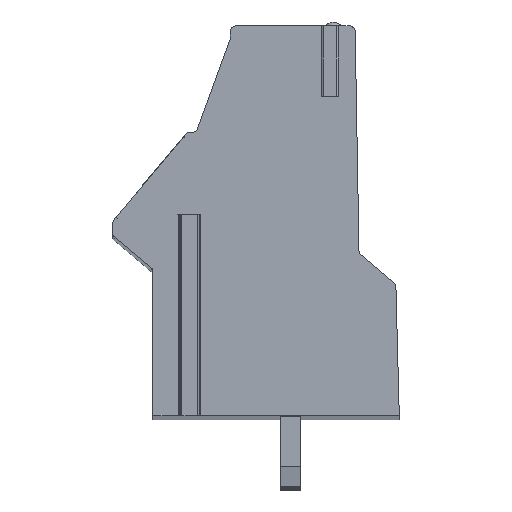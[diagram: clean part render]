
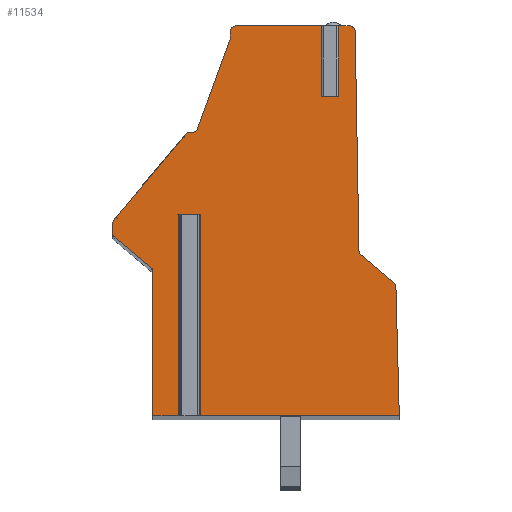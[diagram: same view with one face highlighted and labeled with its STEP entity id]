
A CAD part, top view. The second image highlights one B-rep face of the part: STEP entity #11534.
In plain terms, the highlighted planar face has unit normal (0, 0, 1).
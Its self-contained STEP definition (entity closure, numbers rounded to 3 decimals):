
#13=DIRECTION('',(-1.,0.,0.));
#14=VECTOR('',#13,0.55);
#15=CARTESIAN_POINT('',(3.708,6.127,104.14));
#16=LINE('',#15,#14);
#17=DIRECTION('',(0.,-1.,0.));
#18=VECTOR('',#17,3.5);
#19=CARTESIAN_POINT('',(3.708,9.627,104.14));
#20=LINE('',#19,#18);
#21=DIRECTION('',(-1.,0.,0.));
#22=VECTOR('',#21,0.682);
#23=CARTESIAN_POINT('',(4.39,9.627,104.14));
#24=LINE('',#23,#22);
#25=CARTESIAN_POINT('',(4.39,9.327,104.14));
#26=DIRECTION('',(0.,0.,1.));
#27=DIRECTION('',(1.,0.017,0.));
#28=AXIS2_PLACEMENT_3D('',#25,#26,#27);
#30=DIRECTION('',(-0.017,1.,0.));
#31=VECTOR('',#30,10.885);
#32=CARTESIAN_POINT('',(4.88,-1.552,104.14));
#33=LINE('',#32,#31);
#34=CARTESIAN_POINT('',(5.18,-1.546,104.14));
#35=DIRECTION('',(0.,0.,-1.));
#36=DIRECTION('',(-0.643,-0.766,0.));
#37=AXIS2_PLACEMENT_3D('',#34,#35,#36);
#39=DIRECTION('',(-0.766,0.643,0.));
#40=VECTOR('',#39,2.116);
#41=CARTESIAN_POINT('',(6.608,-3.137,104.14));
#42=LINE('',#41,#40);
#43=CARTESIAN_POINT('',(6.415,-3.366,104.14));
#44=DIRECTION('',(0.,0.,1.));
#45=DIRECTION('',(1.,0.029,0.));
#46=AXIS2_PLACEMENT_3D('',#43,#44,#45);
#48=DIRECTION('',(-0.026,1.,0.));
#49=VECTOR('',#48,6.418);
#50=CARTESIAN_POINT('',(6.883,-9.773,104.14));
#51=LINE('',#50,#49);
#52=DIRECTION('',(1.,0.,0.));
#53=VECTOR('',#52,9.952);
#54=CARTESIAN_POINT('',(-3.069,-9.773,104.14));
#55=LINE('',#54,#53);
#56=DIRECTION('',(0.,-1.,0.));
#57=VECTOR('',#56,10.);
#58=CARTESIAN_POINT('',(-3.069,0.227,104.14));
#59=LINE('',#58,#57);
#60=DIRECTION('',(-1.,0.,0.));
#61=VECTOR('',#60,0.996);
#62=CARTESIAN_POINT('',(-3.069,0.227,104.14));
#63=LINE('',#62,#61);
#64=DIRECTION('',(0.,-1.,0.));
#65=VECTOR('',#64,10.);
#66=CARTESIAN_POINT('',(-4.065,0.227,104.14));
#67=LINE('',#66,#65);
#68=DIRECTION('',(1.,0.,0.));
#69=VECTOR('',#68,1.302);
#70=CARTESIAN_POINT('',(-5.367,-9.773,104.14));
#71=LINE('',#70,#69);
#72=DIRECTION('',(0.,-1.,0.));
#73=VECTOR('',#72,7.198);
#74=CARTESIAN_POINT('',(-5.367,-2.576,104.14));
#75=LINE('',#74,#73);
#76=CARTESIAN_POINT('',(-5.567,-2.576,104.14));
#77=DIRECTION('',(0.,0.,-1.));
#78=DIRECTION('',(0.643,0.766,0.));
#79=AXIS2_PLACEMENT_3D('',#76,#77,#78);
#81=DIRECTION('',(0.766,-0.643,0.));
#82=VECTOR('',#81,2.424);
#83=CARTESIAN_POINT('',(-7.295,-0.864,104.14));
#84=LINE('',#83,#82);
#85=CARTESIAN_POINT('',(-7.167,-0.711,104.14));
#86=DIRECTION('',(0.,0.,1.));
#87=DIRECTION('',(-1.,0.,0.));
#88=AXIS2_PLACEMENT_3D('',#85,#86,#87);
#90=DIRECTION('',(0.,-1.,0.));
#91=VECTOR('',#90,0.52);
#92=CARTESIAN_POINT('',(-7.367,-0.191,104.14));
#93=LINE('',#92,#91);
#94=CARTESIAN_POINT('',(-7.067,-0.191,104.14));
#95=DIRECTION('',(0.,0.,1.));
#96=DIRECTION('',(-0.766,0.643,0.));
#97=AXIS2_PLACEMENT_3D('',#94,#95,#96);
#99=DIRECTION('',(-0.643,-0.766,0.));
#100=VECTOR('',#99,5.645);
#101=CARTESIAN_POINT('',(-3.668,4.327,104.14));
#102=LINE('',#101,#100);
#103=DIRECTION('',(-1.,0.,0.));
#104=VECTOR('',#103,0.236);
#105=CARTESIAN_POINT('',(-3.432,4.327,104.14));
#106=LINE('',#105,#104);
#107=CARTESIAN_POINT('',(-3.432,4.627,104.14));
#108=DIRECTION('',(0.,0.,-1.));
#109=DIRECTION('',(0.94,-0.342,0.));
#110=AXIS2_PLACEMENT_3D('',#107,#108,#109);
#112=DIRECTION('',(-0.342,-0.94,0.));
#113=VECTOR('',#112,4.782);
#114=CARTESIAN_POINT('',(-1.515,9.018,104.14));
#115=LINE('',#114,#113);
#116=DIRECTION('',(0.,-1.,0.));
#117=VECTOR('',#116,0.309);
#118=CARTESIAN_POINT('',(-1.515,9.327,104.14));
#119=LINE('',#118,#117);
#120=CARTESIAN_POINT('',(-1.215,9.327,104.14));
#121=DIRECTION('',(0.,0.,1.));
#122=DIRECTION('',(0.,1.,0.));
#123=AXIS2_PLACEMENT_3D('',#120,#121,#122);
#125=DIRECTION('',(-1.,0.,0.));
#126=VECTOR('',#125,4.373);
#127=CARTESIAN_POINT('',(3.158,9.627,104.14));
#128=LINE('',#127,#126);
#129=DIRECTION('',(0.,-1.,0.));
#130=VECTOR('',#129,3.5);
#131=CARTESIAN_POINT('',(3.158,9.627,104.14));
#132=LINE('',#131,#130);
#9029=CARTESIAN_POINT('',(6.883,-9.773,104.14));
#9030=CARTESIAN_POINT('',(6.715,-3.358,104.14));
#9031=VERTEX_POINT('',#9029);
#9032=VERTEX_POINT('',#9030);
#9033=CARTESIAN_POINT('',(6.608,-3.137,104.14));
#9034=VERTEX_POINT('',#9033);
#9035=CARTESIAN_POINT('',(4.987,-1.776,104.14));
#9036=VERTEX_POINT('',#9035);
#9037=CARTESIAN_POINT('',(4.88,-1.552,104.14));
#9038=VERTEX_POINT('',#9037);
#9039=CARTESIAN_POINT('',(4.69,9.332,104.14));
#9040=VERTEX_POINT('',#9039);
#9041=CARTESIAN_POINT('',(4.39,9.627,104.14));
#9042=VERTEX_POINT('',#9041);
#9043=CARTESIAN_POINT('',(-1.215,9.627,104.14));
#9044=CARTESIAN_POINT('',(-1.515,9.327,104.14));
#9045=VERTEX_POINT('',#9043);
#9046=VERTEX_POINT('',#9044);
#9047=CARTESIAN_POINT('',(-1.515,9.018,104.14));
#9048=VERTEX_POINT('',#9047);
#9049=CARTESIAN_POINT('',(-3.15,4.524,104.14));
#9050=VERTEX_POINT('',#9049);
#9051=CARTESIAN_POINT('',(-3.432,4.327,104.14));
#9052=VERTEX_POINT('',#9051);
#9053=CARTESIAN_POINT('',(-3.668,4.327,104.14));
#9054=VERTEX_POINT('',#9053);
#9055=CARTESIAN_POINT('',(-7.297,0.002,104.14));
#9056=VERTEX_POINT('',#9055);
#9057=CARTESIAN_POINT('',(-7.367,-0.191,104.14));
#9058=VERTEX_POINT('',#9057);
#9059=CARTESIAN_POINT('',(-7.367,-0.711,104.14));
#9060=VERTEX_POINT('',#9059);
#9061=CARTESIAN_POINT('',(-7.295,-0.864,104.14));
#9062=VERTEX_POINT('',#9061);
#9063=CARTESIAN_POINT('',(-5.438,-2.422,104.14));
#9064=VERTEX_POINT('',#9063);
#9065=CARTESIAN_POINT('',(-5.367,-2.576,104.14));
#9066=VERTEX_POINT('',#9065);
#9067=CARTESIAN_POINT('',(-5.367,-9.773,104.14));
#9068=VERTEX_POINT('',#9067);
#9169=CARTESIAN_POINT('',(-3.069,0.227,104.14));
#9170=CARTESIAN_POINT('',(-4.065,0.227,104.14));
#9171=VERTEX_POINT('',#9169);
#9172=VERTEX_POINT('',#9170);
#9173=CARTESIAN_POINT('',(-3.069,-9.773,104.14));
#9174=VERTEX_POINT('',#9173);
#9175=CARTESIAN_POINT('',(-4.065,-9.773,104.14));
#9176=VERTEX_POINT('',#9175);
#9213=CARTESIAN_POINT('',(3.708,6.127,104.14));
#9214=CARTESIAN_POINT('',(3.158,6.127,104.14));
#9215=VERTEX_POINT('',#9213);
#9216=VERTEX_POINT('',#9214);
#9217=CARTESIAN_POINT('',(3.158,9.627,104.14));
#9218=VERTEX_POINT('',#9217);
#9219=CARTESIAN_POINT('',(3.708,9.627,104.14));
#9220=VERTEX_POINT('',#9219);
#11471=CARTESIAN_POINT('',(0.,0.,104.14));
#11472=DIRECTION('',(0.,0.,1.));
#11473=DIRECTION('',(1.,0.,0.));
#11474=AXIS2_PLACEMENT_3D('',#11471,#11472,#11473);
#11475=PLANE('',#11474);
#11477=ORIENTED_EDGE('',*,*,#11476,.F.);
#11479=ORIENTED_EDGE('',*,*,#11478,.F.);
#11481=ORIENTED_EDGE('',*,*,#11480,.F.);
#11483=ORIENTED_EDGE('',*,*,#11482,.F.);
#11485=ORIENTED_EDGE('',*,*,#11484,.F.);
#11487=ORIENTED_EDGE('',*,*,#11486,.F.);
#11489=ORIENTED_EDGE('',*,*,#11488,.F.);
#11491=ORIENTED_EDGE('',*,*,#11490,.F.);
#11493=ORIENTED_EDGE('',*,*,#11492,.F.);
#11495=ORIENTED_EDGE('',*,*,#11494,.F.);
#11497=ORIENTED_EDGE('',*,*,#11496,.F.);
#11499=ORIENTED_EDGE('',*,*,#11498,.T.);
#11501=ORIENTED_EDGE('',*,*,#11500,.T.);
#11503=ORIENTED_EDGE('',*,*,#11502,.F.);
#11505=ORIENTED_EDGE('',*,*,#11504,.F.);
#11507=ORIENTED_EDGE('',*,*,#11506,.F.);
#11509=ORIENTED_EDGE('',*,*,#11508,.F.);
#11511=ORIENTED_EDGE('',*,*,#11510,.F.);
#11513=ORIENTED_EDGE('',*,*,#11512,.F.);
#11515=ORIENTED_EDGE('',*,*,#11514,.F.);
#11517=ORIENTED_EDGE('',*,*,#11516,.F.);
#11519=ORIENTED_EDGE('',*,*,#11518,.F.);
#11521=ORIENTED_EDGE('',*,*,#11520,.F.);
#11523=ORIENTED_EDGE('',*,*,#11522,.F.);
#11525=ORIENTED_EDGE('',*,*,#11524,.F.);
#11527=ORIENTED_EDGE('',*,*,#11526,.F.);
#11529=ORIENTED_EDGE('',*,*,#11528,.F.);
#11531=ORIENTED_EDGE('',*,*,#11530,.T.);
#11532=EDGE_LOOP('',(#11477,#11479,#11481,#11483,#11485,#11487,#11489,#11491,
#11493,#11495,#11497,#11499,#11501,#11503,#11505,#11507,#11509,#11511,#11513,
#11515,#11517,#11519,#11521,#11523,#11525,#11527,#11529,#11531));
#11533=FACE_OUTER_BOUND('',#11532,.F.);
#29=CIRCLE('',#28,0.3);
#38=CIRCLE('',#37,0.3);
#47=CIRCLE('',#46,0.3);
#80=CIRCLE('',#79,0.2);
#89=CIRCLE('',#88,0.2);
#98=CIRCLE('',#97,0.3);
#111=CIRCLE('',#110,0.3);
#124=CIRCLE('',#123,0.3);
#11476=EDGE_CURVE('',#9215,#9216,#16,.T.);
#11478=EDGE_CURVE('',#9220,#9215,#20,.T.);
#11480=EDGE_CURVE('',#9042,#9220,#24,.T.);
#11482=EDGE_CURVE('',#9040,#9042,#29,.T.);
#11484=EDGE_CURVE('',#9038,#9040,#33,.T.);
#11486=EDGE_CURVE('',#9036,#9038,#38,.T.);
#11488=EDGE_CURVE('',#9034,#9036,#42,.T.);
#11490=EDGE_CURVE('',#9032,#9034,#47,.T.);
#11492=EDGE_CURVE('',#9031,#9032,#51,.T.);
#11494=EDGE_CURVE('',#9174,#9031,#55,.T.);
#11496=EDGE_CURVE('',#9171,#9174,#59,.T.);
#11498=EDGE_CURVE('',#9171,#9172,#63,.T.);
#11500=EDGE_CURVE('',#9172,#9176,#67,.T.);
#11502=EDGE_CURVE('',#9068,#9176,#71,.T.);
#11504=EDGE_CURVE('',#9066,#9068,#75,.T.);
#11506=EDGE_CURVE('',#9064,#9066,#80,.T.);
#11508=EDGE_CURVE('',#9062,#9064,#84,.T.);
#11510=EDGE_CURVE('',#9060,#9062,#89,.T.);
#11512=EDGE_CURVE('',#9058,#9060,#93,.T.);
#11514=EDGE_CURVE('',#9056,#9058,#98,.T.);
#11516=EDGE_CURVE('',#9054,#9056,#102,.T.);
#11518=EDGE_CURVE('',#9052,#9054,#106,.T.);
#11520=EDGE_CURVE('',#9050,#9052,#111,.T.);
#11522=EDGE_CURVE('',#9048,#9050,#115,.T.);
#11524=EDGE_CURVE('',#9046,#9048,#119,.T.);
#11526=EDGE_CURVE('',#9045,#9046,#124,.T.);
#11528=EDGE_CURVE('',#9218,#9045,#128,.T.);
#11530=EDGE_CURVE('',#9218,#9216,#132,.T.);
#11534=ADVANCED_FACE('',(#11533),#11475,.T.);
